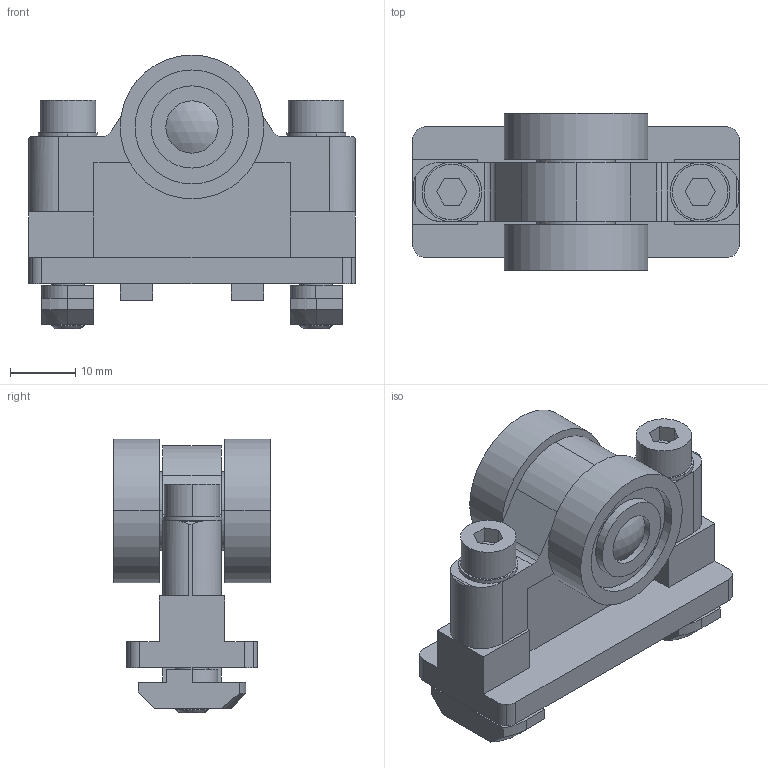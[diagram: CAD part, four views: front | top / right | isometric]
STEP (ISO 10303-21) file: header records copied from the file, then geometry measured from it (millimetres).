
FILE_DESCRIPTION(('STEP AP214'),'1');
FILE_NAME('cctmp_E24E1726-48EB-4CBB-A010-5869B87160D6_2020_1_13_9_56_54_461..stp','2020-01-13T08:56:54',('Bosch Rexroth AG'),('CADClick - www.CADClick.com'),'Spatial InterOp 3D',' ','unknown authorization - (Healing Option Enabled)');
FILE_SCHEMA(('AUTOMOTIVE_DESIGN'));
Length unit declared in the file: millimetre
Products named in the file (1): 1
Bounding box: 50 x 24 x 41.9 mm (x, y, z)
Volume: 20100.5 mm3; surface area: 12762.3 mm2
Topology: 7 solids, 7 shells, 271 faces, 689 edges, 454 vertices
Faces by surface type: cylinder 116, plane 112, torus 32, cone 10, sphere 1
Entity records: 10623 total; most frequent: DIRECTION 1565, CARTESIAN_POINT 1477, ORIENTED_EDGE 1378, EDGE_CURVE 689, AXIS2_PLACEMENT_3D 610, VERTEX_POINT 454, LINE 345, VECTOR 345
